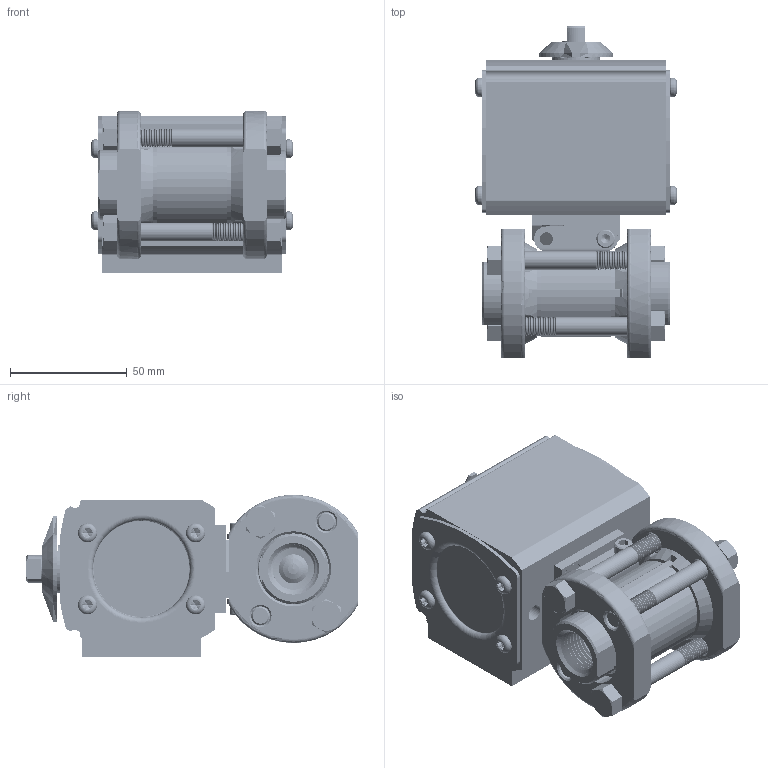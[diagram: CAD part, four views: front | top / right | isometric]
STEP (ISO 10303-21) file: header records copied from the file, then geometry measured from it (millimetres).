
FILE_DESCRIPTION (( 'STEP AP203' ), '1' );
FILE_NAME ('25XXSESA512D.step', '2018-09-04T19:28:58', ( '' ), ( '' ), 'SwSTEP 2.0', 'SolidWorks 2018', '' );
FILE_SCHEMA (( 'CONFIG_CONTROL_DESIGN' ));
Products named in the file (1): 25XXSESA512D
Bounding box: 86.49 x 142.33 x 69.6 mm (x, y, z)
Volume: 354512.3 mm3; surface area: 141909.9 mm2
Topology: 38 solids, 38 shells, 3031 faces, 8299 edges, 5359 vertices
Faces by surface type: cylinder 1479, cone 880, plane 476, torus 116, bspline 78, sphere 2
Entity records: 131969 total; most frequent: CARTESIAN_POINT 58353, ORIENTED_EDGE 16346, DIRECTION 14987, EDGE_CURVE 8173, AXIS2_PLACEMENT_3D 6004, VERTEX_POINT 5355, EDGE_LOOP 3270, CIRCLE 3050
